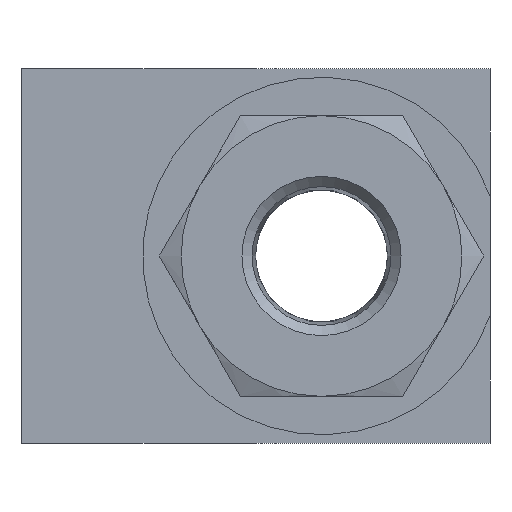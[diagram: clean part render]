
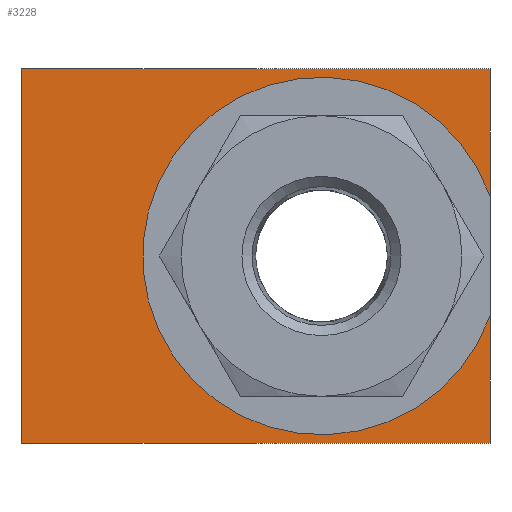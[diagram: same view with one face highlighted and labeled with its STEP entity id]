
A CAD part, left-side view. The second image highlights one B-rep face of the part: STEP entity #3228.
In plain terms, the highlighted planar face has unit normal (-1, 0, 0).
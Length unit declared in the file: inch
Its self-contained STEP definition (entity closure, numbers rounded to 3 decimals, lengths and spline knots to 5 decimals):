
#2717=CARTESIAN_POINT('',(-0.9375,0.0,1.0));
#2718=VERTEX_POINT('',#2717);
#2719=CARTESIAN_POINT('',(-0.9375,2.5,1.0));
#2720=VERTEX_POINT('',#2719);
#2721=CARTESIAN_POINT('',(-0.9375,0.0,1.0));
#2722=DIRECTION('',(0.0,1.0,0.0));
#2723=VECTOR('',#2722,2.5);
#2724=LINE('',#2721,#2723);
#2725=EDGE_CURVE('',#2718,#2720,#2724,.T.);
#3164=CARTESIAN_POINT('',(-0.9375,0.0,-0.31941));
#3165=VERTEX_POINT('',#3164);
#3173=CARTESIAN_POINT('',(-0.9375,0.0,0.31941));
#3174=VERTEX_POINT('',#3173);
#3181=CARTESIAN_POINT('',(-0.9375,0.9,0.0));
#3182=DIRECTION('',(1.0,0.0,0.0));
#3183=DIRECTION('',(0.0,0.0,1.0));
#3184=AXIS2_PLACEMENT_3D('',#3181,#3182,#3183);
#3185=CIRCLE('',#3184,0.955);
#3186=EDGE_CURVE('',#3165,#3174,#3185,.T.);
#3191=CARTESIAN_POINT('',(-0.9375,0.0,0.0));
#3192=DIRECTION('',(-1.0,0.0,0.0));
#3193=DIRECTION('',(0.0,0.0,1.0));
#3194=AXIS2_PLACEMENT_3D('',#3191,#3192,#3193);
#3195=PLANE('',#3194);
#3196=ORIENTED_EDGE('',*,*,#3186,.T.);
#3197=CARTESIAN_POINT('',(-0.9375,0.0,1.0));
#3198=DIRECTION('',(0.0,0.0,-1.0));
#3199=VECTOR('',#3198,0.68059);
#3200=LINE('',#3197,#3199);
#3201=EDGE_CURVE('',#2718,#3174,#3200,.T.);
#3202=ORIENTED_EDGE('',*,*,#3201,.F.);
#3203=ORIENTED_EDGE('',*,*,#2725,.T.);
#3204=CARTESIAN_POINT('',(-0.9375,2.5,-1.0));
#3205=VERTEX_POINT('',#3204);
#3206=CARTESIAN_POINT('',(-0.9375,2.5,-1.0));
#3207=DIRECTION('',(0.0,0.0,1.0));
#3208=VECTOR('',#3207,2.0);
#3209=LINE('',#3206,#3208);
#3210=EDGE_CURVE('',#3205,#2720,#3209,.T.);
#3211=ORIENTED_EDGE('',*,*,#3210,.F.);
#3212=CARTESIAN_POINT('',(-0.9375,0.0,-1.0));
#3213=VERTEX_POINT('',#3212);
#3214=CARTESIAN_POINT('',(-0.9375,2.5,-1.0));
#3215=DIRECTION('',(0.0,-1.0,0.0));
#3216=VECTOR('',#3215,2.5);
#3217=LINE('',#3214,#3216);
#3218=EDGE_CURVE('',#3205,#3213,#3217,.T.);
#3219=ORIENTED_EDGE('',*,*,#3218,.T.);
#3220=CARTESIAN_POINT('',(-0.9375,0.0,-0.31941));
#3221=DIRECTION('',(0.0,0.0,-1.0));
#3222=VECTOR('',#3221,0.68059);
#3223=LINE('',#3220,#3222);
#3224=EDGE_CURVE('',#3165,#3213,#3223,.T.);
#3225=ORIENTED_EDGE('',*,*,#3224,.F.);
#3226=EDGE_LOOP('',(#3196,#3202,#3203,#3211,#3219,#3225));
#3227=FACE_OUTER_BOUND('',#3226,.T.);
#3228=ADVANCED_FACE('',(#3227),#3195,.T.);
